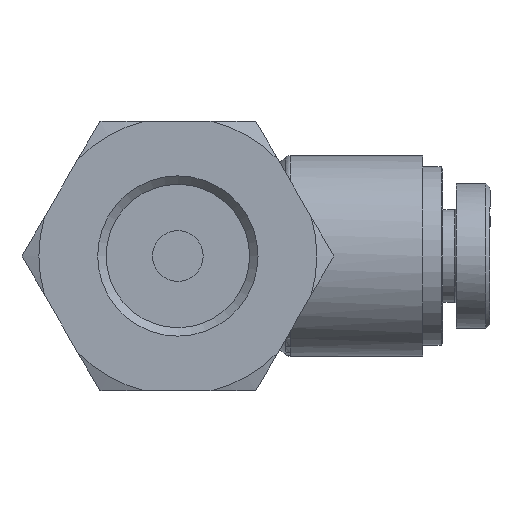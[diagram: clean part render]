
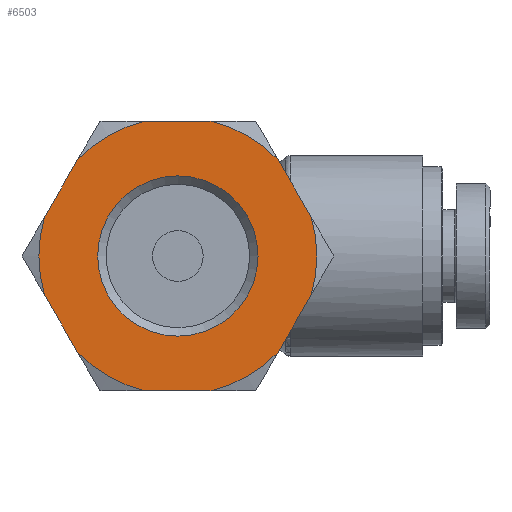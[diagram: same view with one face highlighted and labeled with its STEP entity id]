
A CAD part, front view. The second image highlights one B-rep face of the part: STEP entity #6503.
In plain terms, the highlighted face is planar.
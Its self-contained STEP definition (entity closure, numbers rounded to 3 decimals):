
#6368=CARTESIAN_POINT('',(-24.8,0.,-4.75));
#6369=VERTEX_POINT('',#6368);
#6370=CARTESIAN_POINT('',(-24.8,0.,0.0));
#6371=DIRECTION('',(-1.0,0.0,0.0));
#6372=DIRECTION('',(0.0,0.0,1.0));
#6373=AXIS2_PLACEMENT_3D('',#6370,#6371,#6372);
#6374=CIRCLE('',#6373,4.75);
#6375=EDGE_CURVE('',#6369,#6369,#6374,.T.);
#6391=CARTESIAN_POINT('',(-24.8,6.861,0.0));
#6392=DIRECTION('',(-1.0,0.0,0.0));
#6393=DIRECTION('',(0.0,0.0,1.0));
#6394=AXIS2_PLACEMENT_3D('',#6391,#6392,#6393);
#6395=PLANE('',#6394);
#6396=CARTESIAN_POINT('',(-24.8,7.91,2.299));
#6397=VERTEX_POINT('',#6396);
#6398=CARTESIAN_POINT('',(-24.8,7.91,-2.299));
#6399=VERTEX_POINT('',#6398);
#6400=CARTESIAN_POINT('',(-24.8,0.,0.0));
#6401=DIRECTION('',(-1.0,0.0,0.0));
#6402=DIRECTION('',(0.0,1.0,0.0));
#6403=AXIS2_PLACEMENT_3D('',#6400,#6401,#6402);
#6404=CIRCLE('',#6403,8.238);
#6405=EDGE_CURVE('',#6397,#6399,#6404,.T.);
#6406=ORIENTED_EDGE('',*,*,#6405,.T.);
#6407=CARTESIAN_POINT('',(-24.8,5.946,-5.701));
#6408=VERTEX_POINT('',#6407);
#6409=CARTESIAN_POINT('',(-24.8,5.946,-5.701));
#6410=DIRECTION('',(0.0,0.5,0.866));
#6411=VECTOR('',#6410,3.928);
#6412=LINE('',#6409,#6411);
#6413=EDGE_CURVE('',#6408,#6399,#6412,.T.);
#6414=ORIENTED_EDGE('',*,*,#6413,.F.);
#6415=CARTESIAN_POINT('',(-24.8,1.964,-8.));
#6416=VERTEX_POINT('',#6415);
#6417=CARTESIAN_POINT('',(-24.8,0.,0.0));
#6418=DIRECTION('',(-1.0,0.0,0.0));
#6419=DIRECTION('',(0.0,1.0,0.0));
#6420=AXIS2_PLACEMENT_3D('',#6417,#6418,#6419);
#6421=CIRCLE('',#6420,8.238);
#6422=EDGE_CURVE('',#6408,#6416,#6421,.T.);
#6423=ORIENTED_EDGE('',*,*,#6422,.T.);
#6424=CARTESIAN_POINT('',(-24.8,-1.964,-8.));
#6425=VERTEX_POINT('',#6424);
#6426=CARTESIAN_POINT('',(-24.8,-1.964,-8.));
#6427=DIRECTION('',(0.0,1.0,0.0));
#6428=VECTOR('',#6427,3.928);
#6429=LINE('',#6426,#6428);
#6430=EDGE_CURVE('',#6425,#6416,#6429,.T.);
#6431=ORIENTED_EDGE('',*,*,#6430,.F.);
#6432=CARTESIAN_POINT('',(-24.8,-5.946,-5.701));
#6433=VERTEX_POINT('',#6432);
#6434=CARTESIAN_POINT('',(-24.8,0.,0.0));
#6435=DIRECTION('',(-1.0,0.0,0.0));
#6436=DIRECTION('',(0.0,1.0,0.0));
#6437=AXIS2_PLACEMENT_3D('',#6434,#6435,#6436);
#6438=CIRCLE('',#6437,8.238);
#6439=EDGE_CURVE('',#6425,#6433,#6438,.T.);
#6440=ORIENTED_EDGE('',*,*,#6439,.T.);
#6441=CARTESIAN_POINT('',(-24.8,-7.91,-2.299));
#6442=VERTEX_POINT('',#6441);
#6443=CARTESIAN_POINT('',(-24.8,-7.91,-2.299));
#6444=DIRECTION('',(0.0,0.5,-0.866));
#6445=VECTOR('',#6444,3.928);
#6446=LINE('',#6443,#6445);
#6447=EDGE_CURVE('',#6442,#6433,#6446,.T.);
#6448=ORIENTED_EDGE('',*,*,#6447,.F.);
#6449=CARTESIAN_POINT('',(-24.8,-7.91,2.299));
#6450=VERTEX_POINT('',#6449);
#6451=CARTESIAN_POINT('',(-24.8,0.,0.0));
#6452=DIRECTION('',(-1.0,0.0,0.0));
#6453=DIRECTION('',(0.0,1.0,0.0));
#6454=AXIS2_PLACEMENT_3D('',#6451,#6452,#6453);
#6455=CIRCLE('',#6454,8.238);
#6456=EDGE_CURVE('',#6442,#6450,#6455,.T.);
#6457=ORIENTED_EDGE('',*,*,#6456,.T.);
#6458=CARTESIAN_POINT('',(-24.8,-5.946,5.701));
#6459=VERTEX_POINT('',#6458);
#6460=CARTESIAN_POINT('',(-24.8,-5.946,5.701));
#6461=DIRECTION('',(0.0,-0.5,-0.866));
#6462=VECTOR('',#6461,3.928);
#6463=LINE('',#6460,#6462);
#6464=EDGE_CURVE('',#6459,#6450,#6463,.T.);
#6465=ORIENTED_EDGE('',*,*,#6464,.F.);
#6466=CARTESIAN_POINT('',(-24.8,-1.964,8.));
#6467=VERTEX_POINT('',#6466);
#6468=CARTESIAN_POINT('',(-24.8,0.,0.0));
#6469=DIRECTION('',(-1.0,0.0,0.0));
#6470=DIRECTION('',(0.0,1.0,0.0));
#6471=AXIS2_PLACEMENT_3D('',#6468,#6469,#6470);
#6472=CIRCLE('',#6471,8.238);
#6473=EDGE_CURVE('',#6459,#6467,#6472,.T.);
#6474=ORIENTED_EDGE('',*,*,#6473,.T.);
#6475=CARTESIAN_POINT('',(-24.8,1.964,8.));
#6476=VERTEX_POINT('',#6475);
#6477=CARTESIAN_POINT('',(-24.8,1.964,8.));
#6478=DIRECTION('',(0.0,-1.0,0.0));
#6479=VECTOR('',#6478,3.928);
#6480=LINE('',#6477,#6479);
#6481=EDGE_CURVE('',#6476,#6467,#6480,.T.);
#6482=ORIENTED_EDGE('',*,*,#6481,.F.);
#6483=CARTESIAN_POINT('',(-24.8,5.946,5.701));
#6484=VERTEX_POINT('',#6483);
#6485=CARTESIAN_POINT('',(-24.8,0.,0.0));
#6486=DIRECTION('',(-1.0,0.0,0.0));
#6487=DIRECTION('',(0.0,1.0,0.0));
#6488=AXIS2_PLACEMENT_3D('',#6485,#6486,#6487);
#6489=CIRCLE('',#6488,8.238);
#6490=EDGE_CURVE('',#6476,#6484,#6489,.T.);
#6491=ORIENTED_EDGE('',*,*,#6490,.T.);
#6492=CARTESIAN_POINT('',(-24.8,7.91,2.299));
#6493=DIRECTION('',(0.0,-0.5,0.866));
#6494=VECTOR('',#6493,3.928);
#6495=LINE('',#6492,#6494);
#6496=EDGE_CURVE('',#6397,#6484,#6495,.T.);
#6497=ORIENTED_EDGE('',*,*,#6496,.F.);
#6498=EDGE_LOOP('',(#6406,#6414,#6423,#6431,#6440,#6448,#6457,#6465,#6474,#6482,#6491,#6497));
#6499=FACE_OUTER_BOUND('',#6498,.T.);
#6500=ORIENTED_EDGE('',*,*,#6375,.F.);
#6501=EDGE_LOOP('',(#6500));
#6502=FACE_BOUND('',#6501,.T.);
#6503=ADVANCED_FACE('',(#6499,#6502),#6395,.T.);
